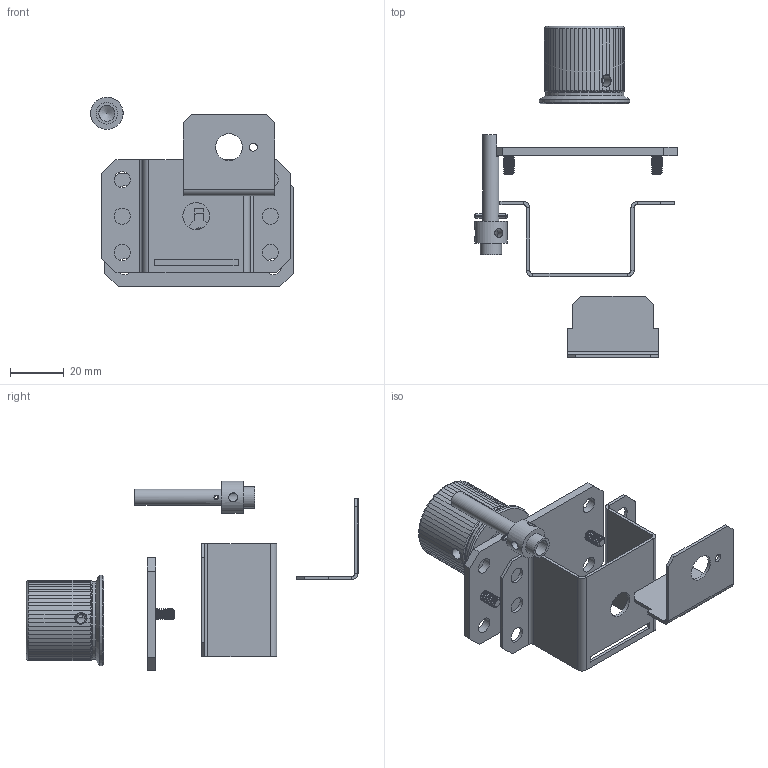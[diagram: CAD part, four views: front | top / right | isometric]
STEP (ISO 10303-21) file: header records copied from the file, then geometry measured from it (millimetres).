
FILE_DESCRIPTION(/* description */ (''),/* implementation_level */ '2;1');
FILE_NAME(/* name */ 'jbste2.stp',/* time_stamp */ '2022-11-18T21:36:27-08:00',/* author */ ('cbliss'),/* organization */ (''),/* preprocessor_version */ 'ST-DEVELOPER v17.2',/* originating_system */ 'Autodesk Inventor 2019',/* authorisation */ '');
FILE_SCHEMA (('AUTOMOTIVE_DESIGN { 1 0 10303 214 3 1 1 }'));
Length unit declared in the file: millimetre
Products named in the file (10): jbste; Volume Base v1; Volume Shaft v3; 91611A085; Volume Shaft v3_1; Volume Cover v3; 93580A592_Press-Fit Studs; Volume Cover v3_1; Volume Bracket v1; AC Knob v3
Assembly tree (10 placements, depth 3):
  jbste
    Volume Base v1
    Volume Shaft v3
      91611A085
      Volume Shaft v3_1
    Volume Cover v3
      93580A592_Press-Fit Studs  x2
      Volume Cover v3_1
    Volume Bracket v1
    AC Knob v3
Bounding box: 75.21 x 123.24 x 70.41 mm (x, y, z)
Volume: 36939.8 mm3; surface area: 26879.5 mm2
Topology: 8 solids, 8 shells, 433 faces, 1087 edges, 667 vertices
Faces by surface type: plane 243, cone 81, cylinder 68, torus 35, bspline 6
Full cylindrical faces by diameter (mm): 1.5 x1, 3 x1, 3.332 x4, 4 x24, 4.2 x2, 6 x13, 8 x1, 10 x2, 12 x1, 17 x1, 29 x1, 33.7 x1
Entity records: 14614 total; most frequent: CARTESIAN_POINT 6626, ORIENTED_EDGE 1632, DIRECTION 1559, EDGE_CURVE 816, AXIS2_PLACEMENT_3D 577, VERTEX_POINT 508, LINE 405, VECTOR 405
